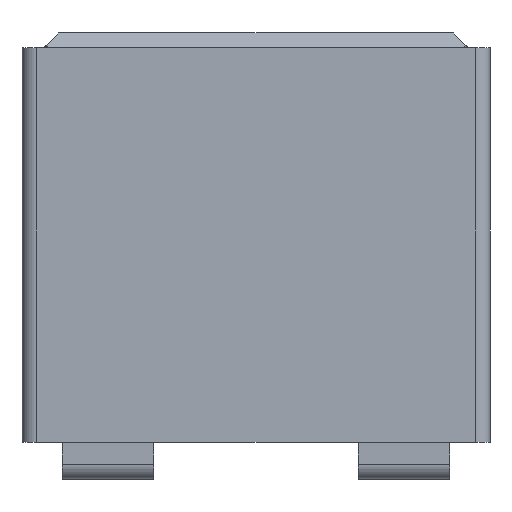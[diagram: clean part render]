
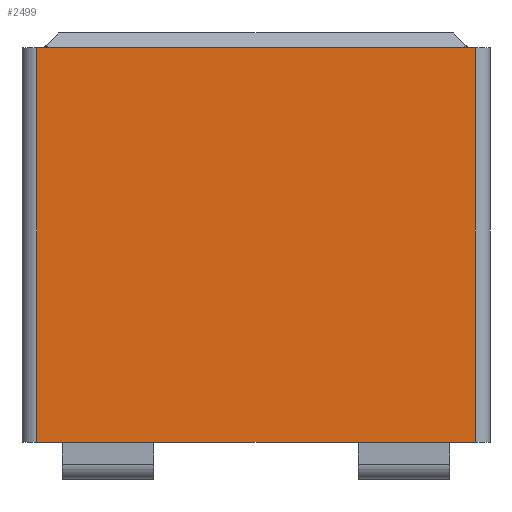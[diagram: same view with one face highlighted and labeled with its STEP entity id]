
A CAD part, front view. The second image highlights one B-rep face of the part: STEP entity #2499.
In plain terms, the highlighted face is planar.
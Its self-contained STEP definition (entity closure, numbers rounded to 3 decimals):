
#220=LINE('',#3845,#375);
#249=LINE('',#3923,#404);
#253=LINE('',#3940,#408);
#260=LINE('',#3950,#415);
#375=VECTOR('',#2922,1000.);
#404=VECTOR('',#2999,1000.);
#408=VECTOR('',#3013,1000.);
#415=VECTOR('',#3026,1000.);
#862=ORIENTED_EDGE('',*,*,#1182,.F.);
#863=ORIENTED_EDGE('',*,*,#1129,.F.);
#864=ORIENTED_EDGE('',*,*,#1175,.T.);
#865=ORIENTED_EDGE('',*,*,#1167,.F.);
#1129=EDGE_CURVE('',#1319,#1320,#220,.T.);
#1167=EDGE_CURVE('',#1345,#1346,#249,.T.);
#1175=EDGE_CURVE('',#1319,#1346,#253,.T.);
#1182=EDGE_CURVE('',#1320,#1345,#260,.T.);
#1319=VERTEX_POINT('',#3844);
#1320=VERTEX_POINT('',#3846);
#1345=VERTEX_POINT('',#3924);
#1346=VERTEX_POINT('',#3925);
#1481=EDGE_LOOP('',(#862,#863,#864,#865));
#1600=FACE_BOUND('',#1481,.T.);
#1688=PLANE('',#2629);
#2499=ADVANCED_FACE('',(#1600),#1688,.T.);
#2629=AXIS2_PLACEMENT_3D('',#3952,#3029,#3030);
#2922=DIRECTION('',(0.,-1.,0.));
#2999=DIRECTION('',(0.,1.,0.));
#3013=DIRECTION('',(0.,0.,-1.));
#3026=DIRECTION('',(0.,0.,-1.));
#3029=DIRECTION('',(-1.,0.,0.));
#3030=DIRECTION('',(0.,-1.,0.));
#3844=CARTESIAN_POINT('',(-3.3,3.,5.4));
#3845=CARTESIAN_POINT('',(-3.3,3.2,5.4));
#3846=CARTESIAN_POINT('',(-3.3,-3.,5.4));
#3923=CARTESIAN_POINT('',(-3.3,-3.2,0.));
#3924=CARTESIAN_POINT('',(-3.3,-3.,0.));
#3925=CARTESIAN_POINT('',(-3.3,3.,0.));
#3940=CARTESIAN_POINT('',(-3.3,3.,5.6));
#3950=CARTESIAN_POINT('',(-3.3,-3.,5.6));
#3952=CARTESIAN_POINT('',(-3.3,-3.2,5.6));
